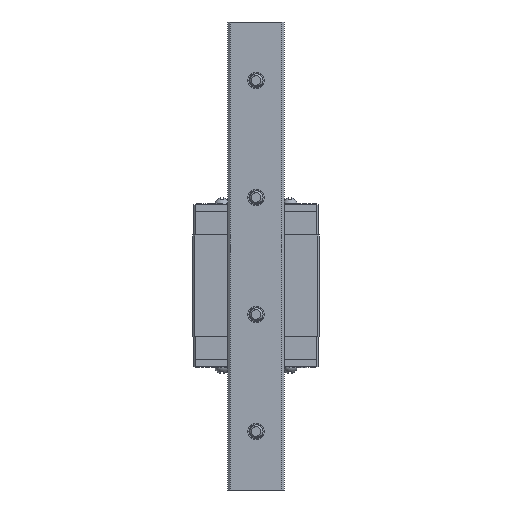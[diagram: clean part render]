
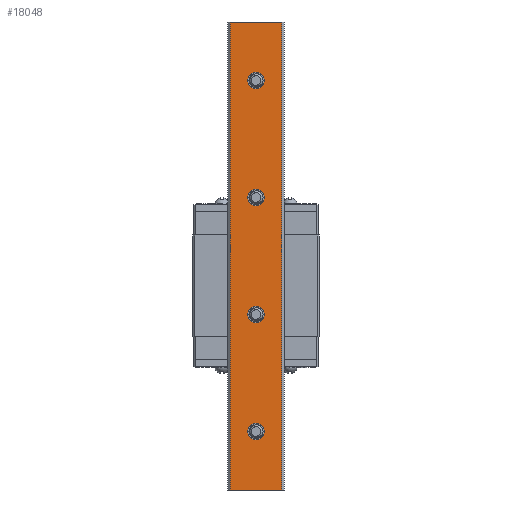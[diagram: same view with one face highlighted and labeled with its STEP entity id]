
A CAD part, front view. The second image highlights one B-rep face of the part: STEP entity #18048.
In plain terms, the highlighted planar face has unit normal (0, -1, 0).
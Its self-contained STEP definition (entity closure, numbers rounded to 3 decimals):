
#431 = CARTESIAN_POINT ( 'NONE',  ( -1.75, -4., 12.5 ) ) ;
#467 = CARTESIAN_POINT ( 'NONE',  ( 0., -4., 12.5 ) ) ;
#550 = CARTESIAN_POINT ( 'NONE',  ( 0., -4., 37.5 ) ) ;
#753 = CARTESIAN_POINT ( 'NONE',  ( -1.75, -4., 62.5 ) ) ;
#991 = EDGE_CURVE ( 'NONE', #8128, #25478, #3235, .T. ) ;
#1509 = CARTESIAN_POINT ( 'NONE',  ( 0., -4., 0. ) ) ;
#1713 = DIRECTION ( 'NONE',  ( 0., 1., 0. ) ) ;
#1730 = EDGE_CURVE ( 'NONE', #10139, #26904, #19899, .T. ) ;
#1953 = CIRCLE ( 'NONE', #2417, 1.75 ) ;
#2009 = FACE_BOUND ( 'NONE', #8168, .T. ) ;
#2282 = FACE_BOUND ( 'NONE', #4100, .T. ) ;
#2417 = AXIS2_PLACEMENT_3D ( 'NONE', #550, #21785, #4895 ) ;
#2593 = DIRECTION ( 'NONE',  ( -1., 0., 0. ) ) ;
#2987 = CIRCLE ( 'NONE', #20526, 1.75 ) ;
#3134 = ORIENTED_EDGE ( 'NONE', *, *, #26298, .T. ) ;
#3235 = CIRCLE ( 'NONE', #19874, 1.75 ) ;
#3714 = ORIENTED_EDGE ( 'NONE', *, *, #1730, .F. ) ;
#3718 = EDGE_CURVE ( 'NONE', #14009, #15885, #1953, .T. ) ;
#4100 = EDGE_LOOP ( 'NONE', ( #14677, #9180 ) ) ;
#4144 = CARTESIAN_POINT ( 'NONE',  ( 0., -4., 87.5 ) ) ;
#4261 = AXIS2_PLACEMENT_3D ( 'NONE', #12577, #10038, #8211 ) ;
#4281 = ORIENTED_EDGE ( 'NONE', *, *, #24474, .T. ) ;
#4534 = CARTESIAN_POINT ( 'NONE',  ( 1.75, -4., 12.5 ) ) ;
#4692 = CARTESIAN_POINT ( 'NONE',  ( -1.75, -4., 37.5 ) ) ;
#4801 = ORIENTED_EDGE ( 'NONE', *, *, #26809, .T. ) ;
#4847 = CARTESIAN_POINT ( 'NONE',  ( 5.5, -4., 100. ) ) ;
#4864 = DIRECTION ( 'NONE',  ( -1., 0., 0. ) ) ;
#4895 = DIRECTION ( 'NONE',  ( -1., 0., 0. ) ) ;
#5682 = LINE ( 'NONE', #22854, #7969 ) ;
#5727 = LINE ( 'NONE', #1509, #10259 ) ;
#5738 = AXIS2_PLACEMENT_3D ( 'NONE', #14796, #1713, #25219 ) ;
#6240 = CARTESIAN_POINT ( 'NONE',  ( -1.75, -4., 87.5 ) ) ;
#6401 = VECTOR ( 'NONE', #13305, 1000. ) ;
#6701 = EDGE_LOOP ( 'NONE', ( #14742, #15512 ) ) ;
#7108 = CIRCLE ( 'NONE', #5738, 1.75 ) ;
#7641 = EDGE_CURVE ( 'NONE', #13844, #14744, #11722, .T. ) ;
#7704 = CARTESIAN_POINT ( 'NONE',  ( 0., -4., 62.5 ) ) ;
#7775 = AXIS2_PLACEMENT_3D ( 'NONE', #17343, #23818, #15517 ) ;
#7969 = VECTOR ( 'NONE', #13857, 1000. ) ;
#8120 = DIRECTION ( 'NONE',  ( -1., 0., 0. ) ) ;
#8128 = VERTEX_POINT ( 'NONE', #431 ) ;
#8168 = EDGE_LOOP ( 'NONE', ( #17529, #9796 ) ) ;
#8211 = DIRECTION ( 'NONE',  ( -1., 0., 0. ) ) ;
#8643 = CARTESIAN_POINT ( 'NONE',  ( -5.5, -4., 100. ) ) ;
#8825 = VERTEX_POINT ( 'NONE', #753 ) ;
#9180 = ORIENTED_EDGE ( 'NONE', *, *, #14959, .T. ) ;
#9370 = CARTESIAN_POINT ( 'NONE',  ( 0., -4., 100. ) ) ;
#9796 = ORIENTED_EDGE ( 'NONE', *, *, #17962, .T. ) ;
#10038 = DIRECTION ( 'NONE',  ( 0., 1., 0. ) ) ;
#10139 = VERTEX_POINT ( 'NONE', #26387 ) ;
#10174 = EDGE_LOOP ( 'NONE', ( #4801, #4281 ) ) ;
#10259 = VECTOR ( 'NONE', #11791, 1000. ) ;
#10561 = VERTEX_POINT ( 'NONE', #16219 ) ;
#10826 = ORIENTED_EDGE ( 'NONE', *, *, #25270, .F. ) ;
#11553 = CARTESIAN_POINT ( 'NONE',  ( 1.75, -4., 62.5 ) ) ;
#11722 = CIRCLE ( 'NONE', #15753, 1.75 ) ;
#11777 = EDGE_CURVE ( 'NONE', #14744, #13844, #14511, .T. ) ;
#11791 = DIRECTION ( 'NONE',  ( -1., 0., 0. ) ) ;
#12577 = CARTESIAN_POINT ( 'NONE',  ( 0., -4., 37.5 ) ) ;
#13305 = DIRECTION ( 'NONE',  ( 0., 0., -1. ) ) ;
#13844 = VERTEX_POINT ( 'NONE', #6240 ) ;
#13857 = DIRECTION ( 'NONE',  ( 0., 0., -1. ) ) ;
#13947 = VERTEX_POINT ( 'NONE', #8643 ) ;
#14009 = VERTEX_POINT ( 'NONE', #4692 ) ;
#14511 = CIRCLE ( 'NONE', #7775, 1.75 ) ;
#14677 = ORIENTED_EDGE ( 'NONE', *, *, #991, .T. ) ;
#14742 = ORIENTED_EDGE ( 'NONE', *, *, #7641, .T. ) ;
#14744 = VERTEX_POINT ( 'NONE', #16422 ) ;
#14779 = EDGE_LOOP ( 'NONE', ( #10826, #3714, #20681, #3134 ) ) ;
#14796 = CARTESIAN_POINT ( 'NONE',  ( 0., -4., 62.5 ) ) ;
#14959 = EDGE_CURVE ( 'NONE', #25478, #8128, #20412, .T. ) ;
#15095 = DIRECTION ( 'NONE',  ( -1., 0., 0. ) ) ;
#15232 = DIRECTION ( 'NONE',  ( 0., 1., 0. ) ) ;
#15320 = VERTEX_POINT ( 'NONE', #11553 ) ;
#15512 = ORIENTED_EDGE ( 'NONE', *, *, #11777, .T. ) ;
#15517 = DIRECTION ( 'NONE',  ( -1., 0., 0. ) ) ;
#15753 = AXIS2_PLACEMENT_3D ( 'NONE', #4144, #27662, #2593 ) ;
#15885 = VERTEX_POINT ( 'NONE', #26853 ) ;
#16219 = CARTESIAN_POINT ( 'NONE',  ( -5.5, -4., 0. ) ) ;
#16280 = DIRECTION ( 'NONE',  ( 0., 1., 0. ) ) ;
#16422 = CARTESIAN_POINT ( 'NONE',  ( 1.75, -4., 87.5 ) ) ;
#17343 = CARTESIAN_POINT ( 'NONE',  ( 0., -4., 87.5 ) ) ;
#17345 = FACE_BOUND ( 'NONE', #10174, .T. ) ;
#17523 = LINE ( 'NONE', #9370, #18649 ) ;
#17529 = ORIENTED_EDGE ( 'NONE', *, *, #3718, .T. ) ;
#17672 = DIRECTION ( 'NONE',  ( 0., 1., 0. ) ) ;
#17962 = EDGE_CURVE ( 'NONE', #15885, #14009, #25401, .T. ) ;
#18048 = ADVANCED_FACE ( 'NONE', ( #19183, #17345, #2009, #2282, #23961 ), #19448, .T. ) ;
#18649 = VECTOR ( 'NONE', #19631, 1000. ) ;
#19183 = FACE_BOUND ( 'NONE', #6701, .T. ) ;
#19415 = CARTESIAN_POINT ( 'NONE',  ( 5.5, -4., 0. ) ) ;
#19448 = PLANE ( 'NONE',  #26310 ) ;
#19631 = DIRECTION ( 'NONE',  ( -1., 0., 0. ) ) ;
#19874 = AXIS2_PLACEMENT_3D ( 'NONE', #467, #15232, #15095 ) ;
#19899 = LINE ( 'NONE', #4847, #6401 ) ;
#20412 = CIRCLE ( 'NONE', #22223, 1.75 ) ;
#20526 = AXIS2_PLACEMENT_3D ( 'NONE', #7704, #16280, #8120 ) ;
#20681 = ORIENTED_EDGE ( 'NONE', *, *, #21681, .T. ) ;
#21293 = CARTESIAN_POINT ( 'NONE',  ( 0., -4., 100. ) ) ;
#21569 = DIRECTION ( 'NONE',  ( 0., -1., 0. ) ) ;
#21681 = EDGE_CURVE ( 'NONE', #10139, #13947, #17523, .T. ) ;
#21785 = DIRECTION ( 'NONE',  ( 0., 1., 0. ) ) ;
#22223 = AXIS2_PLACEMENT_3D ( 'NONE', #26124, #17672, #4864 ) ;
#22854 = CARTESIAN_POINT ( 'NONE',  ( -5.5, -4., 100. ) ) ;
#23818 = DIRECTION ( 'NONE',  ( 0., 1., 0. ) ) ;
#23961 = FACE_OUTER_BOUND ( 'NONE', #14779, .T. ) ;
#24474 = EDGE_CURVE ( 'NONE', #15320, #8825, #2987, .T. ) ;
#25219 = DIRECTION ( 'NONE',  ( -1., 0., 0. ) ) ;
#25270 = EDGE_CURVE ( 'NONE', #26904, #10561, #5727, .T. ) ;
#25401 = CIRCLE ( 'NONE', #4261, 1.75 ) ;
#25478 = VERTEX_POINT ( 'NONE', #4534 ) ;
#25798 = DIRECTION ( 'NONE',  ( 1., 0., 0. ) ) ;
#26124 = CARTESIAN_POINT ( 'NONE',  ( 0., -4., 12.5 ) ) ;
#26298 = EDGE_CURVE ( 'NONE', #13947, #10561, #5682, .T. ) ;
#26310 = AXIS2_PLACEMENT_3D ( 'NONE', #21293, #21569, #25798 ) ;
#26387 = CARTESIAN_POINT ( 'NONE',  ( 5.5, -4., 100. ) ) ;
#26809 = EDGE_CURVE ( 'NONE', #8825, #15320, #7108, .T. ) ;
#26853 = CARTESIAN_POINT ( 'NONE',  ( 1.75, -4., 37.5 ) ) ;
#26904 = VERTEX_POINT ( 'NONE', #19415 ) ;
#27662 = DIRECTION ( 'NONE',  ( 0., 1., 0. ) ) ;
